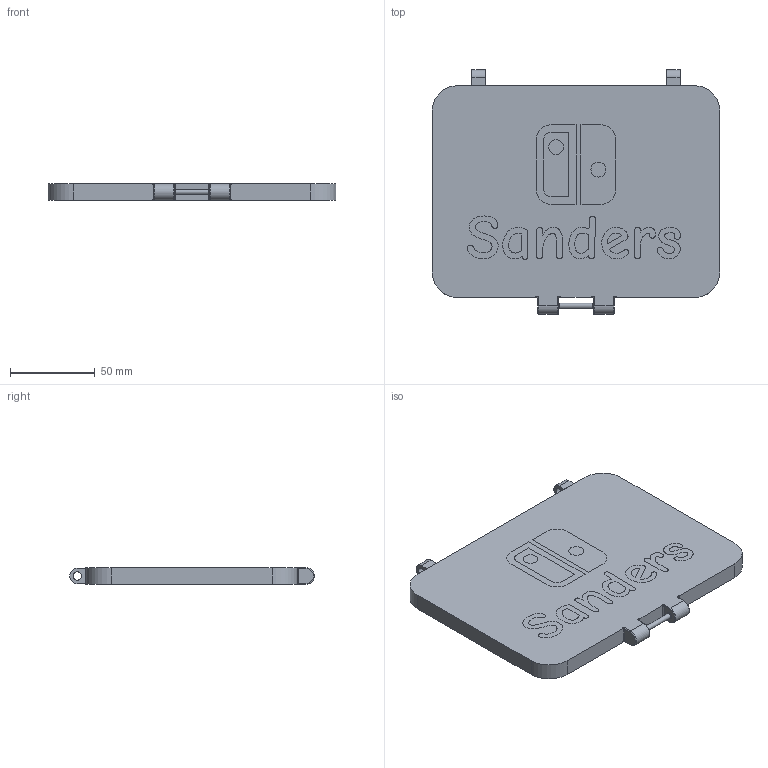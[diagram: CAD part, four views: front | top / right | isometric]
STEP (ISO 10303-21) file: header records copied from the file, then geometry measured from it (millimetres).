
FILE_DESCRIPTION(/* description */ ('STEP AP242','CAx-IF Rec.Pracs.---Representation and Presentation of Product Manufacturing Information (PMI)---4.0---2014-10-13','CAx-IF Rec.Pracs.---3D Tessellated Geometry---0.4---2014-09-14','2;1'),/* implementation_level */ '2;1');
FILE_NAME(/* name */ '66a22f6cbdecfe69b3a3bc62',/* time_stamp */ '2024-07-25T10:56:45Z',/* author */ (''),/* organization */ (''),/* preprocessor_version */ 'ST-DEVELOPER v20',/* originating_system */ ' ',/* authorisation */ ' ');
FILE_SCHEMA (('AP242_MANAGED_MODEL_BASED_3D_ENGINEERING_MIM_LF { 1 0 10303 442 1 1 4 }'));
Length unit declared in the file: metre
Products named in the file (13): Part 13; Part 12; Part 11; Part 10; Part 9; Part 8; Part 7; Part 6; Part 5; Part 2; Part 4; Part 3; Part 1
Bounding box: 170 x 144.5 x 10 mm (x, y, z)
Volume: 126817.4 mm3; surface area: 60369.4 mm2
Topology: 13 solids, 13 shells, 554 faces, 1522 edges, 1009 vertices
Faces by surface type: bspline 374, plane 123, cylinder 43, torus 14
Full cylindrical faces by diameter (mm): 3 x1, 5 x2, 8.808 x4
Entity records: 19099 total; most frequent: CARTESIAN_POINT 7225, ORIENTED_EDGE 3024, EDGE_CURVE 1512, DIRECTION 1242, VERTEX_POINT 1008, B_SPLINE_CURVE_WITH_KNOTS 756, LINE 656, VECTOR 656
